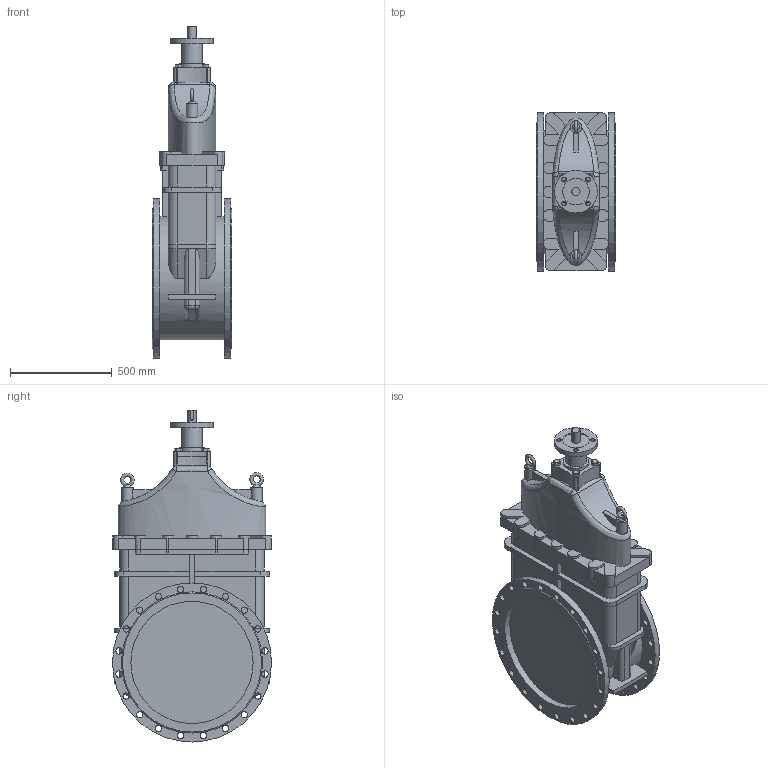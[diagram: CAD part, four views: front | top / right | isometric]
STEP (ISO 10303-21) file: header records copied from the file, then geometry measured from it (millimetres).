
FILE_DESCRIPTION(('STEP AP203'), '1');
FILE_NAME('3D_102-600-10', '', ('UNSPECIFIED'), ('UNSPECIFIED'), 'C3D Converter', 'C3D Toolkit', '');
FILE_SCHEMA(('CONFIG_CONTROL_DESIGN'));
Length unit declared in the file: millimetre
Bounding box: 390 x 780 x 1628 mm (x, y, z)
Volume: 220437995.3 mm3; surface area: 4194466.2 mm2
Topology: 2 solids, 2 shells, 5039 faces, 14952 edges, 9959 vertices
Faces by surface type: plane 4880, cylinder 136, sphere 8, cone 6, bspline 5, torus 4
Full cylindrical faces by diameter (mm): 23 x4, 31 x40, 40 x1, 55.401 x2, 102 x1, 124.098 x1, 130 x1, 210 x1, 600 x2, 603.868 x1, 780 x2
Entity records: 220302 total; most frequent: CARTESIAN_POINT 44986, ORIENTED_EDGE 29760, DIRECTION 25126, EDGE_CURVE 14880, LINE 14464, VECTOR 14464, VERTEX_POINT 9955, AXIS2_PLACEMENT_3D 5331
